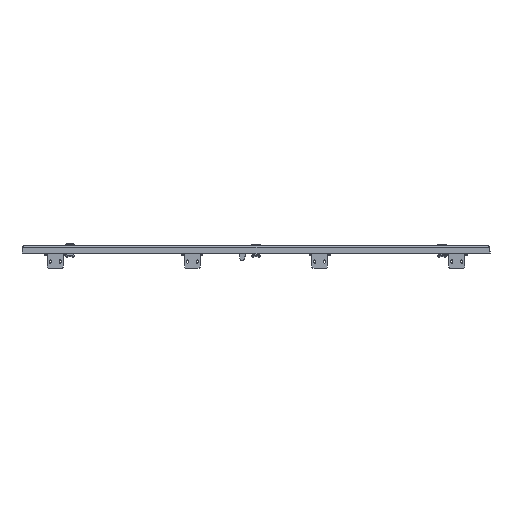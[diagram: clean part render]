
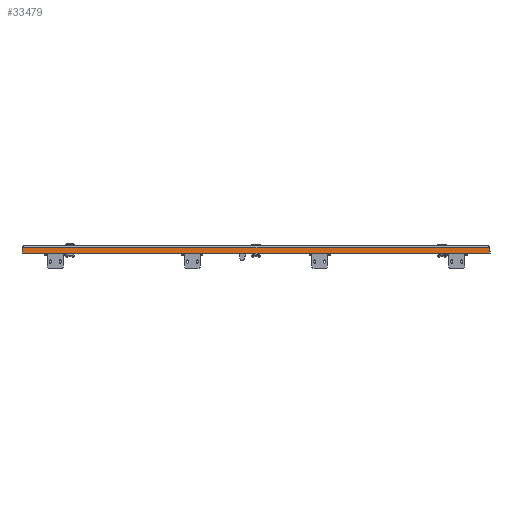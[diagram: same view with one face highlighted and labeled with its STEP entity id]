
A CAD part, left-side view. The second image highlights one B-rep face of the part: STEP entity #33479.
In plain terms, the highlighted planar face has unit normal (-1, 0, 0).
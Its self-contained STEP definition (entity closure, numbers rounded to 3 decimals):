
#1751 = CARTESIAN_POINT ( 'NONE',  ( -244.5, -597.5, -4. ) ) ;
#2806 = LINE ( 'NONE', #1751, #11124 ) ;
#4124 = FACE_OUTER_BOUND ( 'NONE', #55696, .T. ) ;
#4824 = DIRECTION ( 'NONE',  ( 1., 0., 0. ) ) ;
#4885 = ORIENTED_EDGE ( 'NONE', *, *, #21013, .F. ) ;
#11124 = VECTOR ( 'NONE', #13426, 1000. ) ;
#13399 = ORIENTED_EDGE ( 'NONE', *, *, #39424, .F. ) ;
#13426 = DIRECTION ( 'NONE',  ( 0., -1., 0. ) ) ;
#13624 = ORIENTED_EDGE ( 'NONE', *, *, #43242, .T. ) ;
#15805 = CARTESIAN_POINT ( 'NONE',  ( -244.5, -597.5, -18. ) ) ;
#20566 = VECTOR ( 'NONE', #69220, 1000. ) ;
#20855 = DIRECTION ( 'NONE',  ( 0., 0., -1. ) ) ;
#21013 = EDGE_CURVE ( 'NONE', #61333, #43995, #41948, .T. ) ;
#24068 = EDGE_CURVE ( 'NONE', #34003, #61333, #2806, .T. ) ;
#24130 = CARTESIAN_POINT ( 'NONE',  ( -244.5, 595.429, -18. ) ) ;
#26319 = CARTESIAN_POINT ( 'NONE',  ( -244.5, -595.429, -2. ) ) ;
#26866 = AXIS2_PLACEMENT_3D ( 'NONE', #42426, #4824, #69688 ) ;
#27349 = VECTOR ( 'NONE', #20855, 1000. ) ;
#27846 = DIRECTION ( 'NONE',  ( 0., 1., 0. ) ) ;
#29767 = CARTESIAN_POINT ( 'NONE',  ( -244.5, -595.429, -4. ) ) ;
#32112 = PLANE ( 'NONE',  #26866 ) ;
#33479 = ADVANCED_FACE ( 'NONE', ( #4124 ), #32112, .F. ) ;
#34003 = VERTEX_POINT ( 'NONE', #40234 ) ;
#37087 = LINE ( 'NONE', #15805, #46835 ) ;
#39424 = EDGE_CURVE ( 'NONE', #43995, #68372, #37087, .T. ) ;
#40234 = CARTESIAN_POINT ( 'NONE',  ( -244.5, 595.429, -4. ) ) ;
#41948 = LINE ( 'NONE', #26319, #20566 ) ;
#42426 = CARTESIAN_POINT ( 'NONE',  ( -244.5, 0., 0. ) ) ;
#43242 = EDGE_CURVE ( 'NONE', #34003, #68372, #47145, .T. ) ;
#43995 = VERTEX_POINT ( 'NONE', #53243 ) ;
#46835 = VECTOR ( 'NONE', #27846, 1000. ) ;
#46935 = ORIENTED_EDGE ( 'NONE', *, *, #24068, .F. ) ;
#47145 = LINE ( 'NONE', #69438, #27349 ) ;
#53243 = CARTESIAN_POINT ( 'NONE',  ( -244.5, -595.429, -18. ) ) ;
#55696 = EDGE_LOOP ( 'NONE', ( #46935, #13624, #13399, #4885 ) ) ;
#61333 = VERTEX_POINT ( 'NONE', #29767 ) ;
#68372 = VERTEX_POINT ( 'NONE', #24130 ) ;
#69220 = DIRECTION ( 'NONE',  ( 0., 0., -1. ) ) ;
#69438 = CARTESIAN_POINT ( 'NONE',  ( -244.5, 595.429, 0. ) ) ;
#69688 = DIRECTION ( 'NONE',  ( 0., 0., -1. ) ) ;
